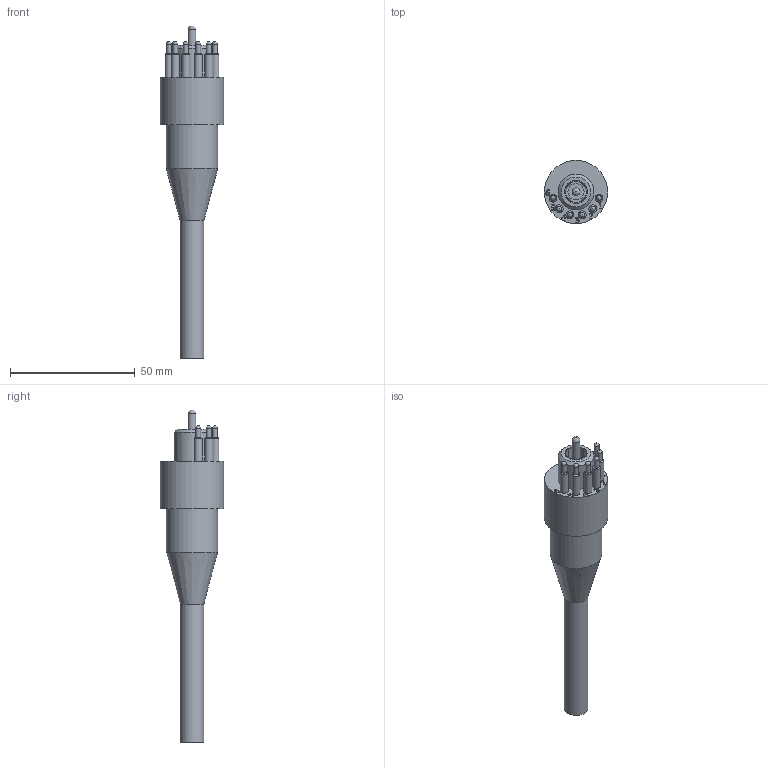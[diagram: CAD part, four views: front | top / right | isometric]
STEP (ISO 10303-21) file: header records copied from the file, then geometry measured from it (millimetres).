
FILE_DESCRIPTION(/* description */ (''),/* implementation_level */ '2;1');
FILE_NAME(/* name */ '75CXIL6M.stp',/* time_stamp */ '2014-11-13T14:42:50+01:00',/* author */ ('sh'),/* organization */ (''),/* preprocessor_version */ 'ST-DEVELOPER v15.2',/* originating_system */ 'Autodesk Inventor 2014',/* authorisation */ '');
FILE_SCHEMA (('AUTOMOTIVE_DESIGN { 1 0 10303 214 3 1 1 }'));
Length unit declared in the file: inch
Products named in the file (1): 75CXIL6M
Bounding box: 25.4 x 25.4 x 132.9 mm (x, y, z)
Volume: 20326.7 mm3; surface area: 12707.5 mm2
Topology: 11 solids, 11 shells, 301 faces, 769 edges, 513 vertices
Faces by surface type: plane 143, bspline 75, cylinder 46, cone 20, torus 17
Full cylindrical faces by diameter (mm): 1.321 x6, 1.753 x1, 1.986 x6, 2.261 x1, 3.175 x8, 6.045 x1, 6.452 x2, 7.938 x1, 8.255 x1, 8.306 x1, 8.915 x1, 9.525 x1, 11.1 x2, 11.811 x2, 12.065 x3, 14.275 x1, 20.625 x1, 25.4 x1
Entity records: 9874 total; most frequent: CARTESIAN_POINT 3244, ORIENTED_EDGE 1342, DIRECTION 1163, EDGE_CURVE 671, VERTEX_POINT 485, AXIS2_PLACEMENT_3D 441, EDGE_LOOP 402, ADVANCED_FACE 300
